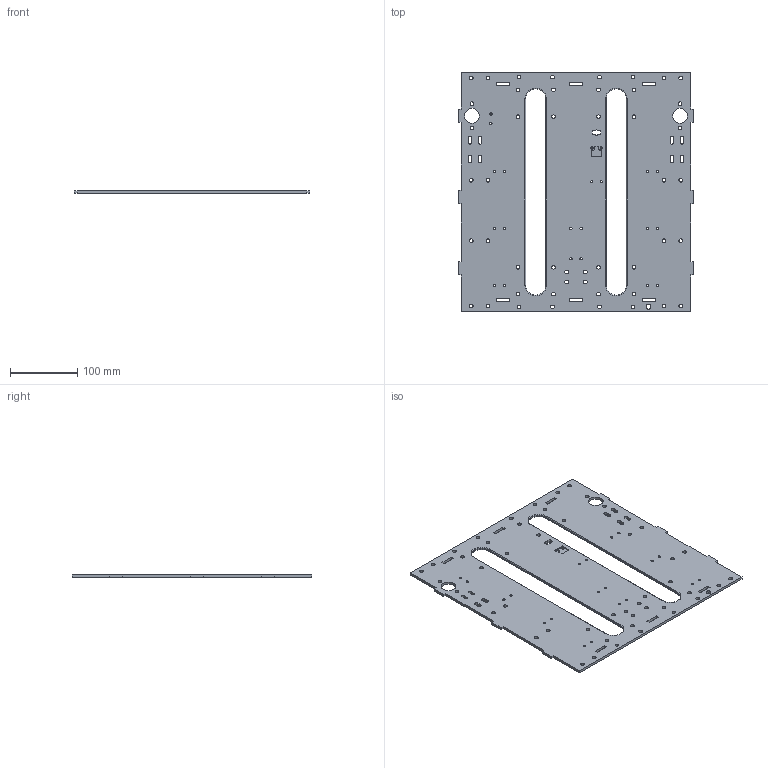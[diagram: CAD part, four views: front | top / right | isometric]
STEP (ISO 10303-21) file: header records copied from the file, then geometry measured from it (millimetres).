
FILE_DESCRIPTION((''),'2;1');
FILE_NAME('VERTEX REAR PANEL.stp','2015-01-29T11:40:21',('jge'),(''),'Autodesk Inventor 2012','Autodesk Inventor 2012','');
FILE_SCHEMA(('AUTOMOTIVE_DESIGN { 1 0 10303 214 1 1 1 1 }'));
Length unit declared in the file: millimetre
Products named in the file (1): SIDE 3
Bounding box: 350 x 357 x 4 mm (x, y, z)
Volume: 404205.2 mm3; surface area: 219816.1 mm2
Topology: 1 solids, 1 shells, 225 faces, 647 edges, 426 vertices
Faces by surface type: cylinder 123, plane 94, torus 8
Full cylindrical faces by diameter (mm): 3.1 x2, 3.5 x20, 5.5 x48, 7.25 x1, 22 x2
Entity records: 7468 total; most frequent: DIRECTION 1280, CARTESIAN_POINT 1226, ORIENTED_EDGE 1148, EDGE_CURVE 574, AXIS2_PLACEMENT_3D 480, EDGE_LOOP 480, VERTEX_POINT 426, VECTOR 320
